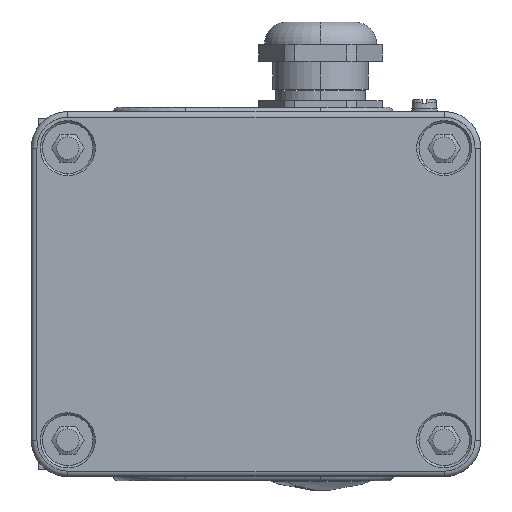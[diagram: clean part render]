
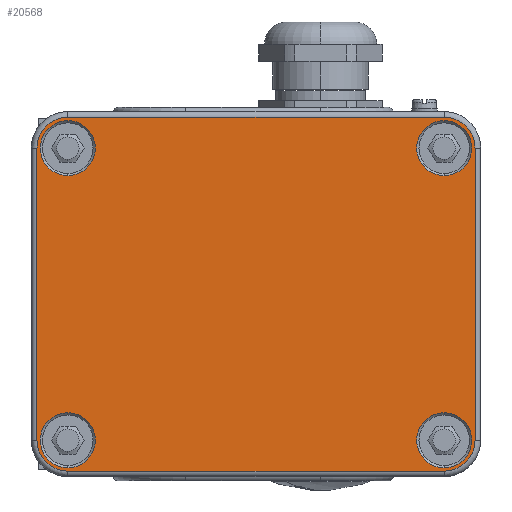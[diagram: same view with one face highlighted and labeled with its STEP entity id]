
A CAD part, left-side view. The second image highlights one B-rep face of the part: STEP entity #20568.
In plain terms, the highlighted planar face has unit normal (-1, 0, 0).
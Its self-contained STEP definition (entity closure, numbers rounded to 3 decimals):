
#668 = DIRECTION ( 'NONE',  ( 0., 0., -1. ) ) ;
#912 = DIRECTION ( 'NONE',  ( -1., 0., 0. ) ) ;
#1561 = DIRECTION ( 'NONE',  ( 0., 0., -1. ) ) ;
#2012 = FACE_BOUND ( 'NONE', #8797, .T. ) ;
#2034 = CARTESIAN_POINT ( 'NONE',  ( -175.85, -82., -61.8 ) ) ;
#2072 = CIRCLE ( 'NONE', #25334, 9.8 ) ;
#2266 = DIRECTION ( 'NONE',  ( -1., 0., 0. ) ) ;
#2321 = DIRECTION ( 'NONE',  ( 0., -1., 0. ) ) ;
#2673 = CARTESIAN_POINT ( 'NONE',  ( -175.85, 52., -52. ) ) ;
#4004 = FACE_BOUND ( 'NONE', #40187, .T. ) ;
#4368 = ORIENTED_EDGE ( 'NONE', *, *, #73235, .T. ) ;
#4458 = CARTESIAN_POINT ( 'NONE',  ( -175.85, -82., -63. ) ) ;
#5194 = VERTEX_POINT ( 'NONE', #68866 ) ;
#5532 = DIRECTION ( 'NONE',  ( 1., 0., 0. ) ) ;
#5636 = PLANE ( 'NONE',  #11101 ) ;
#6086 = AXIS2_PLACEMENT_3D ( 'NONE', #30889, #12874, #38059 ) ;
#6703 = DIRECTION ( 'NONE',  ( 0., 0., -1. ) ) ;
#7566 = ORIENTED_EDGE ( 'NONE', *, *, #71853, .T. ) ;
#7891 = VECTOR ( 'NONE', #71123, 1000. ) ;
#8094 = CARTESIAN_POINT ( 'NONE',  ( -175.85, 63., -52. ) ) ;
#8599 = DIRECTION ( 'NONE',  ( 0., 0., -1. ) ) ;
#8797 = EDGE_LOOP ( 'NONE', ( #63036, #32133 ) ) ;
#9953 = VERTEX_POINT ( 'NONE', #45415 ) ;
#10980 = CIRCLE ( 'NONE', #63968, 9.8 ) ;
#11101 = AXIS2_PLACEMENT_3D ( 'NONE', #61952, #62773, #80784 ) ;
#11366 = DIRECTION ( 'NONE',  ( 0., 0., -1. ) ) ;
#12874 = DIRECTION ( 'NONE',  ( -1., 0., 0. ) ) ;
#14331 = CARTESIAN_POINT ( 'NONE',  ( -175.85, -82., 61.8 ) ) ;
#15164 = DIRECTION ( 'NONE',  ( 0., 0., -1. ) ) ;
#15634 = CIRCLE ( 'NONE', #20036, 9.8 ) ;
#18205 = AXIS2_PLACEMENT_3D ( 'NONE', #25559, #69973, #668 ) ;
#18207 = ORIENTED_EDGE ( 'NONE', *, *, #42175, .T. ) ;
#18862 = FACE_BOUND ( 'NONE', #76618, .T. ) ;
#20036 = AXIS2_PLACEMENT_3D ( 'NONE', #24969, #62981, #31077 ) ;
#20499 = VERTEX_POINT ( 'NONE', #23145 ) ;
#20568 = ADVANCED_FACE ( 'NONE', ( #4004, #18862, #2012, #61506, #23728 ), #5636, .F. ) ;
#22050 = CARTESIAN_POINT ( 'NONE',  ( -175.85, 52., -52. ) ) ;
#22187 = CARTESIAN_POINT ( 'NONE',  ( -175.85, -93., 52. ) ) ;
#23145 = CARTESIAN_POINT ( 'NONE',  ( -175.85, 52., -63. ) ) ;
#23673 = CARTESIAN_POINT ( 'NONE',  ( -175.85, 52., 52. ) ) ;
#23728 = FACE_OUTER_BOUND ( 'NONE', #26428, .T. ) ;
#24076 = ORIENTED_EDGE ( 'NONE', *, *, #50263, .T. ) ;
#24615 = VERTEX_POINT ( 'NONE', #4458 ) ;
#24969 = CARTESIAN_POINT ( 'NONE',  ( -175.85, -82., 52. ) ) ;
#25334 = AXIS2_PLACEMENT_3D ( 'NONE', #64432, #39392, #45803 ) ;
#25559 = CARTESIAN_POINT ( 'NONE',  ( -175.85, 52., -52. ) ) ;
#26072 = EDGE_CURVE ( 'NONE', #49758, #30448, #10980, .T. ) ;
#26328 = VECTOR ( 'NONE', #2321, 1000. ) ;
#26428 = EDGE_LOOP ( 'NONE', ( #66230, #63512, #56247, #4368, #27889, #47102, #24076, #70295 ) ) ;
#27181 = CIRCLE ( 'NONE', #6086, 11. ) ;
#27889 = ORIENTED_EDGE ( 'NONE', *, *, #72227, .T. ) ;
#28517 = VERTEX_POINT ( 'NONE', #68246 ) ;
#28774 = AXIS2_PLACEMENT_3D ( 'NONE', #2673, #52831, #47014 ) ;
#30448 = VERTEX_POINT ( 'NONE', #2034 ) ;
#30887 = EDGE_LOOP ( 'NONE', ( #48626, #7566 ) ) ;
#30889 = CARTESIAN_POINT ( 'NONE',  ( -175.85, -82., 52. ) ) ;
#31077 = DIRECTION ( 'NONE',  ( 0., 0., -1. ) ) ;
#32133 = ORIENTED_EDGE ( 'NONE', *, *, #45230, .T. ) ;
#32239 = DIRECTION ( 'NONE',  ( 0., 0., -1. ) ) ;
#32976 = ORIENTED_EDGE ( 'NONE', *, *, #26072, .T. ) ;
#33179 = CARTESIAN_POINT ( 'NONE',  ( -175.85, -93., -52. ) ) ;
#37178 = CARTESIAN_POINT ( 'NONE',  ( -175.85, 52., -61.8 ) ) ;
#38059 = DIRECTION ( 'NONE',  ( 0., 0., -1. ) ) ;
#39180 = VERTEX_POINT ( 'NONE', #37178 ) ;
#39392 = DIRECTION ( 'NONE',  ( 1., 0., 0. ) ) ;
#40187 = EDGE_LOOP ( 'NONE', ( #32976, #18207 ) ) ;
#40855 = DIRECTION ( 'NONE',  ( -1., 0., 0. ) ) ;
#40903 = DIRECTION ( 'NONE',  ( 0., 1., 0. ) ) ;
#40936 = AXIS2_PLACEMENT_3D ( 'NONE', #23673, #79741, #41729 ) ;
#41257 = CARTESIAN_POINT ( 'NONE',  ( -175.85, -82., 63. ) ) ;
#41729 = DIRECTION ( 'NONE',  ( 0., 0., -1. ) ) ;
#42175 = EDGE_CURVE ( 'NONE', #30448, #49758, #2072, .T. ) ;
#42431 = EDGE_CURVE ( 'NONE', #28517, #5194, #43583, .T. ) ;
#42896 = EDGE_CURVE ( 'NONE', #56799, #9953, #55378, .T. ) ;
#43583 = CIRCLE ( 'NONE', #45523, 9.8 ) ;
#43883 = ORIENTED_EDGE ( 'NONE', *, *, #75920, .T. ) ;
#43889 = VERTEX_POINT ( 'NONE', #71341 ) ;
#43947 = AXIS2_PLACEMENT_3D ( 'NONE', #22050, #40855, #15164 ) ;
#44386 = CIRCLE ( 'NONE', #78314, 11. ) ;
#44815 = VERTEX_POINT ( 'NONE', #22187 ) ;
#45230 = EDGE_CURVE ( 'NONE', #5194, #28517, #57424, .T. ) ;
#45330 = DIRECTION ( 'NONE',  ( 1., 0., 0. ) ) ;
#45415 = CARTESIAN_POINT ( 'NONE',  ( -175.85, -82., 42.2 ) ) ;
#45523 = AXIS2_PLACEMENT_3D ( 'NONE', #56531, #5532, #11366 ) ;
#45803 = DIRECTION ( 'NONE',  ( 0., 0., -1. ) ) ;
#47014 = DIRECTION ( 'NONE',  ( 0., 0., -1. ) ) ;
#47102 = ORIENTED_EDGE ( 'NONE', *, *, #68824, .T. ) ;
#47838 = CARTESIAN_POINT ( 'NONE',  ( -175.85, -82., 63. ) ) ;
#47961 = CARTESIAN_POINT ( 'NONE',  ( -175.85, -82., -42.2 ) ) ;
#48626 = ORIENTED_EDGE ( 'NONE', *, *, #70661, .T. ) ;
#49623 = VERTEX_POINT ( 'NONE', #8094 ) ;
#49758 = VERTEX_POINT ( 'NONE', #47961 ) ;
#50263 = EDGE_CURVE ( 'NONE', #44815, #81993, #27181, .T. ) ;
#50342 = CIRCLE ( 'NONE', #69985, 11. ) ;
#50539 = DIRECTION ( 'NONE',  ( 0., 0., -1. ) ) ;
#51221 = CIRCLE ( 'NONE', #28774, 9.8 ) ;
#52167 = CARTESIAN_POINT ( 'NONE',  ( -175.85, -82., -63. ) ) ;
#52831 = DIRECTION ( 'NONE',  ( 1., 0., 0. ) ) ;
#53029 = VECTOR ( 'NONE', #40903, 1000. ) ;
#54968 = VERTEX_POINT ( 'NONE', #79447 ) ;
#55004 = LINE ( 'NONE', #47838, #53029 ) ;
#55378 = CIRCLE ( 'NONE', #58928, 9.8 ) ;
#56247 = ORIENTED_EDGE ( 'NONE', *, *, #63369, .T. ) ;
#56531 = CARTESIAN_POINT ( 'NONE',  ( -175.85, 52., 52. ) ) ;
#56799 = VERTEX_POINT ( 'NONE', #14331 ) ;
#57356 = VERTEX_POINT ( 'NONE', #68199 ) ;
#57424 = CIRCLE ( 'NONE', #40936, 9.8 ) ;
#58122 = CARTESIAN_POINT ( 'NONE',  ( -175.85, -82., 52. ) ) ;
#58196 = LINE ( 'NONE', #69968, #64171 ) ;
#58928 = AXIS2_PLACEMENT_3D ( 'NONE', #58122, #45330, #1561 ) ;
#61506 = FACE_BOUND ( 'NONE', #30887, .T. ) ;
#61952 = CARTESIAN_POINT ( 'NONE',  ( -175.85, -82., 52. ) ) ;
#62627 = EDGE_CURVE ( 'NONE', #43889, #57356, #50342, .T. ) ;
#62773 = DIRECTION ( 'NONE',  ( 1., 0., 0. ) ) ;
#62981 = DIRECTION ( 'NONE',  ( 1., 0., 0. ) ) ;
#63018 = CARTESIAN_POINT ( 'NONE',  ( -175.85, 52., 52. ) ) ;
#63036 = ORIENTED_EDGE ( 'NONE', *, *, #42431, .T. ) ;
#63369 = EDGE_CURVE ( 'NONE', #49623, #20499, #70140, .T. ) ;
#63512 = ORIENTED_EDGE ( 'NONE', *, *, #80417, .T. ) ;
#63968 = AXIS2_PLACEMENT_3D ( 'NONE', #69737, #81366, #50539 ) ;
#64171 = VECTOR ( 'NONE', #32239, 1000. ) ;
#64432 = CARTESIAN_POINT ( 'NONE',  ( -175.85, -82., -52. ) ) ;
#64504 = LINE ( 'NONE', #64787, #7891 ) ;
#64787 = CARTESIAN_POINT ( 'NONE',  ( -175.85, -93., 52. ) ) ;
#66230 = ORIENTED_EDGE ( 'NONE', *, *, #62627, .T. ) ;
#68199 = CARTESIAN_POINT ( 'NONE',  ( -175.85, 63., 52. ) ) ;
#68246 = CARTESIAN_POINT ( 'NONE',  ( -175.85, 52., 61.8 ) ) ;
#68824 = EDGE_CURVE ( 'NONE', #78050, #44815, #64504, .T. ) ;
#68866 = CARTESIAN_POINT ( 'NONE',  ( -175.85, 52., 42.2 ) ) ;
#69316 = CIRCLE ( 'NONE', #18205, 9.8 ) ;
#69737 = CARTESIAN_POINT ( 'NONE',  ( -175.85, -82., -52. ) ) ;
#69968 = CARTESIAN_POINT ( 'NONE',  ( -175.85, 63., 52. ) ) ;
#69973 = DIRECTION ( 'NONE',  ( 1., 0., 0. ) ) ;
#69985 = AXIS2_PLACEMENT_3D ( 'NONE', #63018, #912, #6703 ) ;
#70140 = CIRCLE ( 'NONE', #43947, 11. ) ;
#70295 = ORIENTED_EDGE ( 'NONE', *, *, #78893, .T. ) ;
#70661 = EDGE_CURVE ( 'NONE', #54968, #39180, #51221, .T. ) ;
#71123 = DIRECTION ( 'NONE',  ( 0., 0., 1. ) ) ;
#71341 = CARTESIAN_POINT ( 'NONE',  ( -175.85, 52., 63. ) ) ;
#71831 = CARTESIAN_POINT ( 'NONE',  ( -175.85, -82., -52. ) ) ;
#71853 = EDGE_CURVE ( 'NONE', #39180, #54968, #69316, .T. ) ;
#72227 = EDGE_CURVE ( 'NONE', #24615, #78050, #44386, .T. ) ;
#73235 = EDGE_CURVE ( 'NONE', #20499, #24615, #74949, .T. ) ;
#74949 = LINE ( 'NONE', #52167, #26328 ) ;
#75920 = EDGE_CURVE ( 'NONE', #9953, #56799, #15634, .T. ) ;
#76618 = EDGE_LOOP ( 'NONE', ( #79805, #43883 ) ) ;
#78050 = VERTEX_POINT ( 'NONE', #33179 ) ;
#78314 = AXIS2_PLACEMENT_3D ( 'NONE', #71831, #2266, #8599 ) ;
#78893 = EDGE_CURVE ( 'NONE', #81993, #43889, #55004, .T. ) ;
#79447 = CARTESIAN_POINT ( 'NONE',  ( -175.85, 52., -42.2 ) ) ;
#79741 = DIRECTION ( 'NONE',  ( 1., 0., 0. ) ) ;
#79805 = ORIENTED_EDGE ( 'NONE', *, *, #42896, .T. ) ;
#80417 = EDGE_CURVE ( 'NONE', #57356, #49623, #58196, .T. ) ;
#80784 = DIRECTION ( 'NONE',  ( 0., 0., -1. ) ) ;
#81366 = DIRECTION ( 'NONE',  ( 1., 0., 0. ) ) ;
#81993 = VERTEX_POINT ( 'NONE', #41257 ) ;
